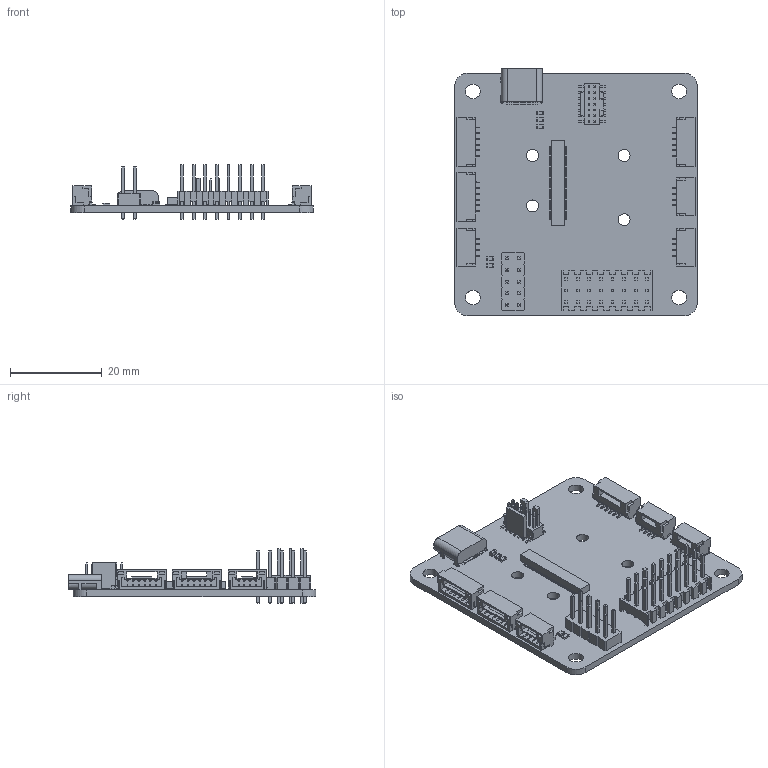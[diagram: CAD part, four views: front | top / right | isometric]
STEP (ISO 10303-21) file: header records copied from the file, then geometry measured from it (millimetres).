
FILE_DESCRIPTION(('KiCad electronic assembly'),'2;1');
FILE_NAME('Carrier CAN Node Rev F.step','2025-04-02T22:46:14',('Pcbnew') ,('Kicad'),'Open CASCADE STEP processor 7.8','KiCad to STEP converter' ,'Unknown');
FILE_SCHEMA(('AUTOMOTIVE_DESIGN { 1 0 10303 214 1 1 1 1 }'));
Length unit declared in the file: millimetre
Products named in the file (16): Carrier CAN Node Rev F 1; JST_GH_SM04B-GHS-TB_1x04-1MP_P1.25mm_Horizontal; HRO  TYPE-C-31-M-12; R_0603_1608Metric; JST_GH_SM06B-GHS-TB_1x06-1MP_P1.25mm_Horizontal; 5-103817-6; C_0603_1608Metric; DF40C-80DS-0.4V_51_; Body; Pins; FTSH-107-01-L-DV-K; FTSH-107-01-L-DV-K_body; FTSH-107-01-L-DV-K_pins1; FTSH-107-01-L-DV-K_pins2; PinHeader_2x05_P2.54mm_Vertical; Carrier CAN Node Rev F_PCB
Assembly tree (22 placements, depth 3):
  Carrier CAN Node Rev F 1
    JST_GH_SM04B-GHS-TB_1x04-1MP_P1.25mm_Horizontal  x3
    HRO  TYPE-C-31-M-12
    R_0603_1608Metric  x4
    JST_GH_SM06B-GHS-TB_1x06-1MP_P1.25mm_Horizontal  x3
    5-103817-6
    C_0603_1608Metric
    DF40C-80DS-0.4V_51_
      Body
      Pins
    FTSH-107-01-L-DV-K
      FTSH-107-01-L-DV-K_body
      FTSH-107-01-L-DV-K_pins1
      FTSH-107-01-L-DV-K_pins2
    PinHeader_2x05_P2.54mm_Vertical
    Carrier CAN Node Rev F_PCB
Bounding box: 53 x 54.09 x 11.94 mm (x, y, z)
Volume: 5669.5 mm3; surface area: 10806.5 mm2
Topology: 99 solids, 99 shells, 3120 faces, 8100 edges, 5308 vertices
Faces by surface type: plane 2974, cylinder 136, cone 10
Full cylindrical faces by diameter (mm): 0.5 x2, 0.65 x2, 0.85 x24, 1 x10, 2.6 x4, 3.2 x4
Entity records: 67708 total; most frequent: CARTESIAN_POINT 10822, ORIENTED_EDGE 10520, DIRECTION 9766, EDGE_CURVE 5260, LINE 5012, VECTOR 5012, VERTEX_POINT 3432, AXIS2_PLACEMENT_3D 2377
